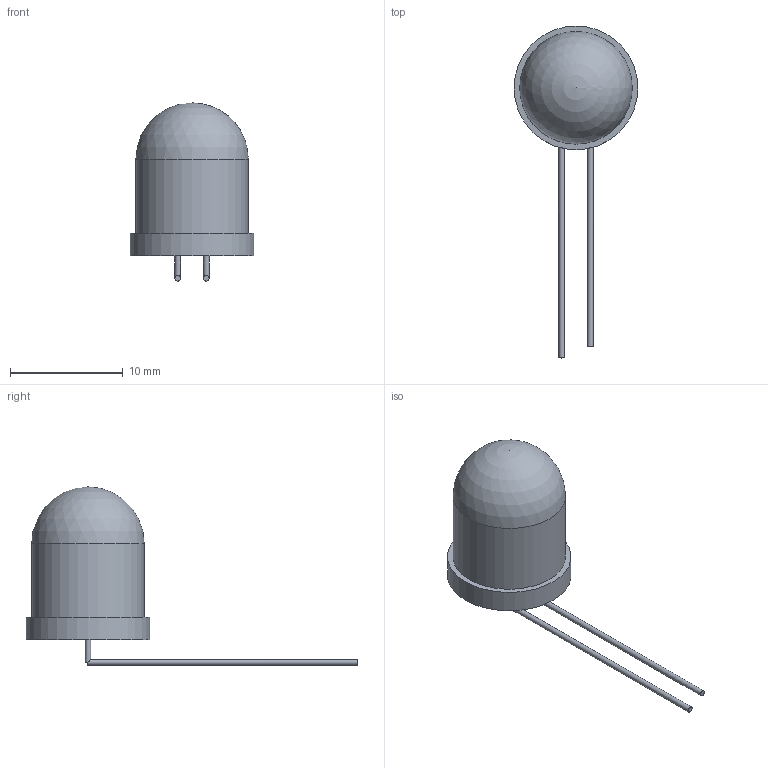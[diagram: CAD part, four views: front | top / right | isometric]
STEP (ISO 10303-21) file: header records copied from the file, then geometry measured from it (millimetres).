
FILE_DESCRIPTION(('FreeCAD Model'),'2;1');
FILE_NAME('Open CASCADE Shape Model','2023-06-05T12:02:10',('Author'),( ''),'Open CASCADE STEP processor 7.5','FreeCAD','Unknown');
FILE_SCHEMA(('AUTOMOTIVE_DESIGN { 1 0 10303 214 1 1 1 1 }'));
Length unit declared in the file: millimetre
Products named in the file (1): Group
Bounding box: 11 x 29.5 x 15.85 mm (x, y, z)
Volume: 980.2 mm3; surface area: 625.1 mm2
Topology: 1 solids, 1 shells, 15 faces, 26 edges, 15 vertices
Faces by surface type: plane 8, cylinder 6, sphere 1
Full cylindrical faces by diameter (mm): 0.5 x4, 10 x1, 11 x1
Entity records: 767 total; most frequent: CARTESIAN_POINT 158, DIRECTION 112, ORIENTED_EDGE 50, PCURVE 50, DEFINITIONAL_REPRESENTATION 50, LINE 35, VECTOR 35, AXIS2_PLACEMENT_3D 33
